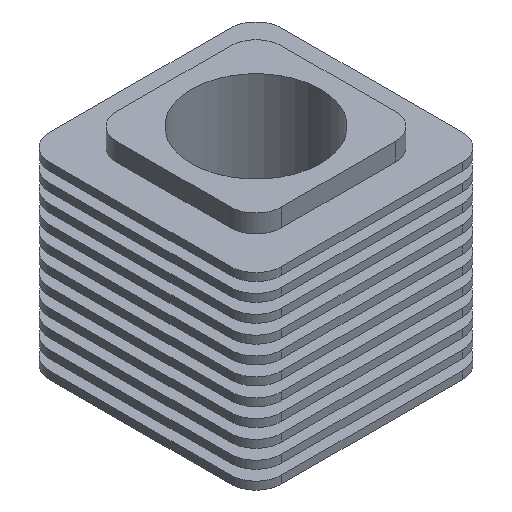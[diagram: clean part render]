
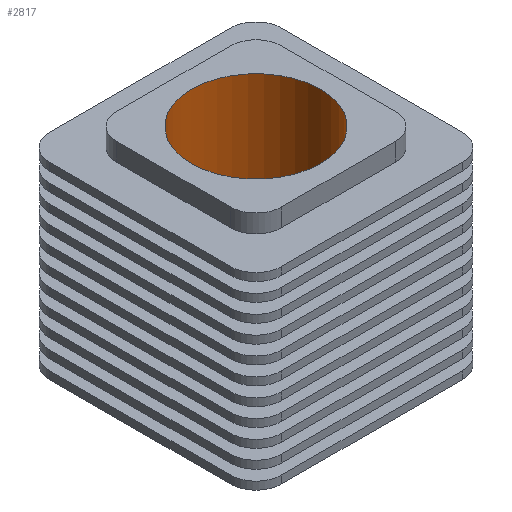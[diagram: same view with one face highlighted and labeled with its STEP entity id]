
A CAD part, isometric view. The second image highlights one B-rep face of the part: STEP entity #2817.
In plain terms, the highlighted cylindrical face has radius 25 mm (diameter 50 mm), a full revolution.
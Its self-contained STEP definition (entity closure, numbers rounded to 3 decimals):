
#1959 = PLANE('',#1960);
#1960 = AXIS2_PLACEMENT_3D('',#1961,#1962,#1963);
#1961 = CARTESIAN_POINT('',(0.,0.,0.));
#1962 = DIRECTION('',(0.,0.,1.));
#1963 = DIRECTION('',(1.,0.,0.));
#2388 = EDGE_CURVE('',#2389,#2389,#2391,.T.);
#2389 = VERTEX_POINT('',#2390);
#2390 = CARTESIAN_POINT('',(25.,0.,0.));
#2391 = SURFACE_CURVE('',#2392,(#2397,#2404),.PCURVE_S1.);
#2392 = CIRCLE('',#2393,25.);
#2393 = AXIS2_PLACEMENT_3D('',#2394,#2395,#2396);
#2394 = CARTESIAN_POINT('',(0.,0.,0.));
#2395 = DIRECTION('',(0.,0.,1.));
#2396 = DIRECTION('',(1.,0.,0.));
#2397 = PCURVE('',#1959,#2398);
#2398 = DEFINITIONAL_REPRESENTATION('',(#2399),#2403);
#2399 = CIRCLE('',#2400,25.);
#2400 = AXIS2_PLACEMENT_2D('',#2401,#2402);
#2401 = CARTESIAN_POINT('',(0.,0.));
#2402 = DIRECTION('',(1.,0.));
#2403 = ( GEOMETRIC_REPRESENTATION_CONTEXT(2) 
PARAMETRIC_REPRESENTATION_CONTEXT() REPRESENTATION_CONTEXT('2D SPACE',''
  ) );
#2404 = PCURVE('',#2405,#2410);
#2405 = CYLINDRICAL_SURFACE('',#2406,25.);
#2406 = AXIS2_PLACEMENT_3D('',#2407,#2408,#2409);
#2407 = CARTESIAN_POINT('',(0.,0.,0.));
#2408 = DIRECTION('',(-0.,-0.,-1.));
#2409 = DIRECTION('',(1.,0.,0.));
#2410 = DEFINITIONAL_REPRESENTATION('',(#2411),#2415);
#2411 = LINE('',#2412,#2413);
#2412 = CARTESIAN_POINT('',(-0.,0.));
#2413 = VECTOR('',#2414,1.);
#2414 = DIRECTION('',(-1.,0.));
#2415 = ( GEOMETRIC_REPRESENTATION_CONTEXT(2) 
PARAMETRIC_REPRESENTATION_CONTEXT() REPRESENTATION_CONTEXT('2D SPACE',''
  ) );
#2817 = ADVANCED_FACE('',(#2818),#2405,.F.);
#2818 = FACE_BOUND('',#2819,.T.);
#2819 = EDGE_LOOP('',(#2820,#2843,#2870,#2871));
#2820 = ORIENTED_EDGE('',*,*,#2821,.T.);
#2821 = EDGE_CURVE('',#2389,#2822,#2824,.T.);
#2822 = VERTEX_POINT('',#2823);
#2823 = CARTESIAN_POINT('',(25.,0.,80.));
#2824 = SEAM_CURVE('',#2825,(#2829,#2836),.PCURVE_S1.);
#2825 = LINE('',#2826,#2827);
#2826 = CARTESIAN_POINT('',(25.,0.,0.));
#2827 = VECTOR('',#2828,1.);
#2828 = DIRECTION('',(0.,0.,1.));
#2829 = PCURVE('',#2405,#2830);
#2830 = DEFINITIONAL_REPRESENTATION('',(#2831),#2835);
#2831 = LINE('',#2832,#2833);
#2832 = CARTESIAN_POINT('',(-0.,0.));
#2833 = VECTOR('',#2834,1.);
#2834 = DIRECTION('',(-0.,-1.));
#2835 = ( GEOMETRIC_REPRESENTATION_CONTEXT(2) 
PARAMETRIC_REPRESENTATION_CONTEXT() REPRESENTATION_CONTEXT('2D SPACE',''
  ) );
#2836 = PCURVE('',#2405,#2837);
#2837 = DEFINITIONAL_REPRESENTATION('',(#2838),#2842);
#2838 = LINE('',#2839,#2840);
#2839 = CARTESIAN_POINT('',(-6.283,0.));
#2840 = VECTOR('',#2841,1.);
#2841 = DIRECTION('',(-0.,-1.));
#2842 = ( GEOMETRIC_REPRESENTATION_CONTEXT(2) 
PARAMETRIC_REPRESENTATION_CONTEXT() REPRESENTATION_CONTEXT('2D SPACE',''
  ) );
#2843 = ORIENTED_EDGE('',*,*,#2844,.T.);
#2844 = EDGE_CURVE('',#2822,#2822,#2845,.T.);
#2845 = SURFACE_CURVE('',#2846,(#2851,#2858),.PCURVE_S1.);
#2846 = CIRCLE('',#2847,25.);
#2847 = AXIS2_PLACEMENT_3D('',#2848,#2849,#2850);
#2848 = CARTESIAN_POINT('',(0.,0.,80.));
#2849 = DIRECTION('',(0.,0.,1.));
#2850 = DIRECTION('',(1.,0.,0.));
#2851 = PCURVE('',#2405,#2852);
#2852 = DEFINITIONAL_REPRESENTATION('',(#2853),#2857);
#2853 = LINE('',#2854,#2855);
#2854 = CARTESIAN_POINT('',(-0.,-80.));
#2855 = VECTOR('',#2856,1.);
#2856 = DIRECTION('',(-1.,0.));
#2857 = ( GEOMETRIC_REPRESENTATION_CONTEXT(2) 
PARAMETRIC_REPRESENTATION_CONTEXT() REPRESENTATION_CONTEXT('2D SPACE',''
  ) );
#2858 = PCURVE('',#2859,#2864);
#2859 = PLANE('',#2860);
#2860 = AXIS2_PLACEMENT_3D('',#2861,#2862,#2863);
#2861 = CARTESIAN_POINT('',(0.,0.,80.)
  );
#2862 = DIRECTION('',(0.,0.,1.));
#2863 = DIRECTION('',(1.,0.,0.));
#2864 = DEFINITIONAL_REPRESENTATION('',(#2865),#2869);
#2865 = CIRCLE('',#2866,25.);
#2866 = AXIS2_PLACEMENT_2D('',#2867,#2868);
#2867 = CARTESIAN_POINT('',(0.,0.));
#2868 = DIRECTION('',(1.,0.));
#2869 = ( GEOMETRIC_REPRESENTATION_CONTEXT(2) 
PARAMETRIC_REPRESENTATION_CONTEXT() REPRESENTATION_CONTEXT('2D SPACE',''
  ) );
#2870 = ORIENTED_EDGE('',*,*,#2821,.F.);
#2871 = ORIENTED_EDGE('',*,*,#2388,.F.);
